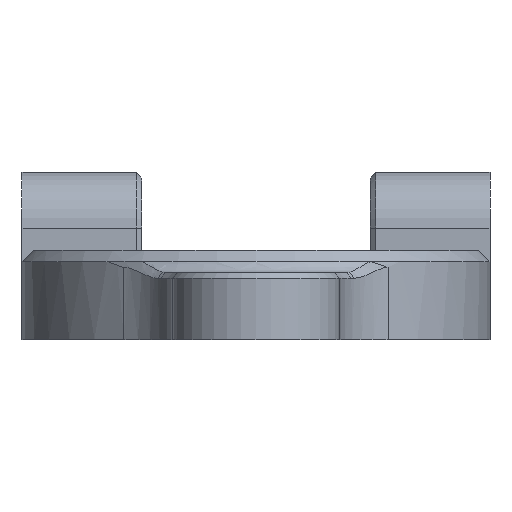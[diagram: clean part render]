
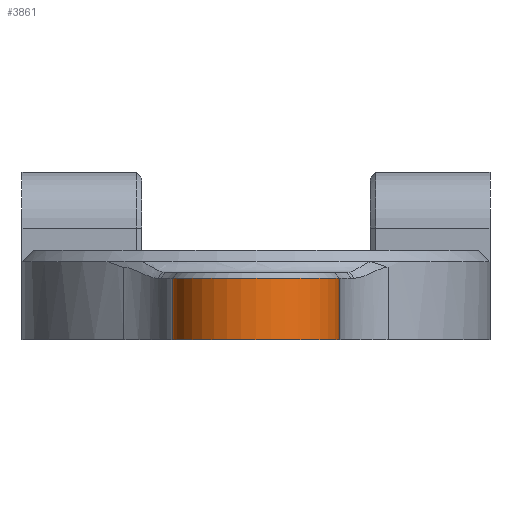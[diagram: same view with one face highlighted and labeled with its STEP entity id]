
A CAD part, front view. The second image highlights one B-rep face of the part: STEP entity #3861.
In plain terms, the highlighted cylindrical face has radius 7.5 mm (diameter 15 mm), a partial arc.
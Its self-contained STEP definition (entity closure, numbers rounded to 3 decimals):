
#446=FACE_OUTER_BOUND('',#681,.T.);
#681=EDGE_LOOP('',(#3294,#3295,#3296,#3297));
#848=CIRCLE('',#4081,7.5);
#871=CIRCLE('',#4127,7.5);
#1157=LINE('',#6770,#1491);
#1176=LINE('',#6826,#1510);
#1491=VECTOR('',#4795,10.);
#1510=VECTOR('',#4860,10.);
#1833=VERTEX_POINT('',#6596);
#1835=VERTEX_POINT('',#6602);
#1860=VERTEX_POINT('',#6769);
#1874=VERTEX_POINT('',#6824);
#2308=EDGE_CURVE('',#1833,#1835,#848,.T.);
#2344=EDGE_CURVE('',#1860,#1835,#1157,.T.);
#2372=EDGE_CURVE('',#1874,#1833,#1176,.T.);
#2373=EDGE_CURVE('',#1860,#1874,#871,.T.);
#3294=ORIENTED_EDGE('',*,*,#2308,.F.);
#3295=ORIENTED_EDGE('',*,*,#2372,.F.);
#3296=ORIENTED_EDGE('',*,*,#2373,.F.);
#3297=ORIENTED_EDGE('',*,*,#2344,.T.);
#3688=CYLINDRICAL_SURFACE('',#4126,7.5);
#3861=ADVANCED_FACE('',(#446),#3688,.T.);
#4081=AXIS2_PLACEMENT_3D('',#6606,#4736,#4737);
#4126=AXIS2_PLACEMENT_3D('',#6827,#4861,#4862);
#4127=AXIS2_PLACEMENT_3D('',#6828,#4863,#4864);
#4736=DIRECTION('center_axis',(0.,0.,
1.));
#4737=DIRECTION('ref_axis',(-1.,0.,0.));
#4795=DIRECTION('',(0.,0.,1.));
#4860=DIRECTION('',(0.,0.,1.));
#4861=DIRECTION('center_axis',(0.,0.,1.));
#4862=DIRECTION('ref_axis',(-1.,0.,0.));
#4863=DIRECTION('center_axis',(0.,0.,
-1.));
#4864=DIRECTION('ref_axis',(-1.,0.,0.));
#6596=CARTESIAN_POINT('',(-7.5,-68.,26.5));
#6602=CARTESIAN_POINT('',(7.5,-68.,26.5));
#6606=CARTESIAN_POINT('Origin',(0.,-68.,26.5));
#6769=CARTESIAN_POINT('',(7.5,-68.,21.));
#6770=CARTESIAN_POINT('',(7.5,-68.,21.));
#6824=CARTESIAN_POINT('',(-7.5,-68.,21.));
#6826=CARTESIAN_POINT('',(-7.5,-68.,21.));
#6827=CARTESIAN_POINT('Origin',(0.,-68.,21.));
#6828=CARTESIAN_POINT('Origin',(0.,-68.,21.));
